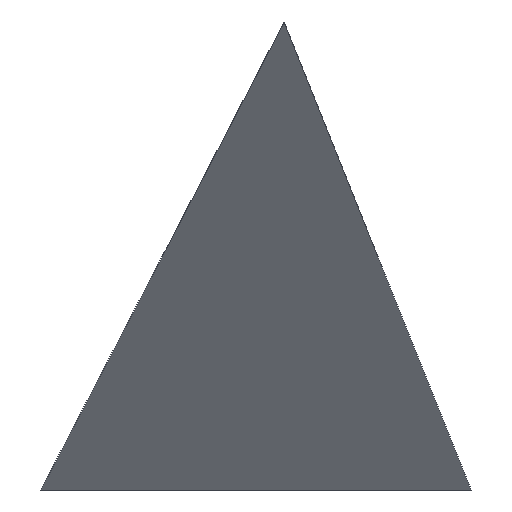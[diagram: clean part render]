
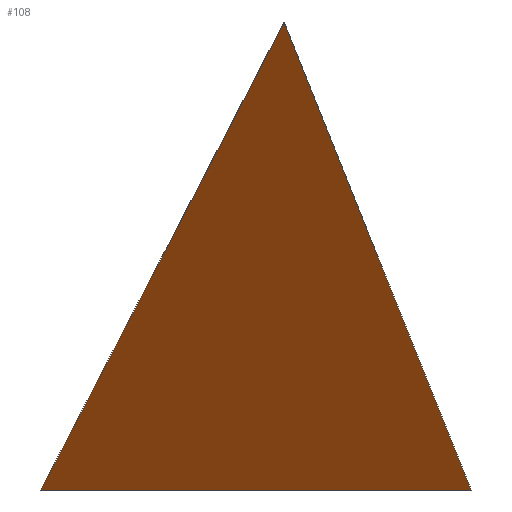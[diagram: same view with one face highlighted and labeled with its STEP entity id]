
A CAD part, left-side view. The second image highlights one B-rep face of the part: STEP entity #108.
In plain terms, the highlighted planar face has unit normal (-0.637, 0.762, 0.116).
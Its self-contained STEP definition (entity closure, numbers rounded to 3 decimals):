
#22 = VERTEX_POINT('',#23);
#23 = CARTESIAN_POINT('',(5.5,4.6,0.));
#32 = PLANE('',#33);
#33 = AXIS2_PLACEMENT_3D('',#34,#35,#36);
#34 = CARTESIAN_POINT('',(5.195,2.16,1.806)
  );
#35 = DIRECTION('',(-0.823,-0.268,-0.501));
#36 = DIRECTION('',(0.52,0.,-0.854)
  );
#44 = PLANE('',#45);
#45 = AXIS2_PLACEMENT_3D('',#46,#47,#48);
#46 = CARTESIAN_POINT('',(3.917,1.453,0.));
#47 = DIRECTION('',(-0.,-0.,-1.));
#48 = DIRECTION('',(-1.,0.,0.));
#57 = VERTEX_POINT('',#58);
#58 = CARTESIAN_POINT('',(3.3,2.,5.));
#72 = PLANE('',#73);
#73 = AXIS2_PLACEMENT_3D('',#74,#75,#76);
#74 = CARTESIAN_POINT('',(3.454,0.647,1.618)
  );
#75 = DIRECTION('',(0.,-0.928,0.371)
  );
#76 = DIRECTION('',(0.,-0.371,-0.928)
  );
#84 = EDGE_CURVE('',#57,#22,#85,.T.);
#85 = SURFACE_CURVE('',#86,(#90,#97),.PCURVE_S1.);
#86 = LINE('',#87,#88);
#87 = CARTESIAN_POINT('',(3.3,2.,5.));
#88 = VECTOR('',#89,1.);
#89 = DIRECTION('',(0.364,0.43,-0.826));
#90 = PCURVE('',#32,#91);
#91 = DEFINITIONAL_REPRESENTATION('',(#92),#96);
#92 = LINE('',#93,#94);
#93 = CARTESIAN_POINT('',(-3.714,0.166));
#94 = VECTOR('',#95,1.);
#95 = DIRECTION('',(0.895,-0.446));
#96 = ( GEOMETRIC_REPRESENTATION_CONTEXT(2) 
PARAMETRIC_REPRESENTATION_CONTEXT() REPRESENTATION_CONTEXT('2D SPACE',''
  ) );
#97 = PCURVE('',#98,#103);
#98 = PLANE('',#99);
#99 = AXIS2_PLACEMENT_3D('',#100,#101,#102);
#100 = CARTESIAN_POINT('',(2.905,2.189,1.582)
  );
#101 = DIRECTION('',(0.637,-0.762,-0.116));
#102 = DIRECTION('',(-0.767,-0.642,0.
    ));
#103 = DEFINITIONAL_REPRESENTATION('',(#104),#107);
#104 = B_SPLINE_CURVE_WITH_KNOTS('',1,(#105,#106),.UNSPECIFIED.,.F.,.F.,
  (2,2),(0.,6.05),.PIECEWISE_BEZIER_KNOTS.);
#105 = CARTESIAN_POINT('',(-0.181,-3.441));
#106 = CARTESIAN_POINT('',(-3.537,1.593));
#107 = ( GEOMETRIC_REPRESENTATION_CONTEXT(2) 
PARAMETRIC_REPRESENTATION_CONTEXT() REPRESENTATION_CONTEXT('2D SPACE',''
  ) );
#108 = ADVANCED_FACE('',(#109),#98,.F.);
#109 = FACE_BOUND('',#110,.F.);
#110 = EDGE_LOOP('',(#111,#112,#135));
#111 = ORIENTED_EDGE('',*,*,#84,.F.);
#112 = ORIENTED_EDGE('',*,*,#113,.T.);
#113 = EDGE_CURVE('',#57,#114,#116,.T.);
#114 = VERTEX_POINT('',#115);
#115 = CARTESIAN_POINT('',(0.,0.,0.));
#116 = SURFACE_CURVE('',#117,(#121,#128),.PCURVE_S1.);
#117 = LINE('',#118,#119);
#118 = CARTESIAN_POINT('',(3.3,2.,5.));
#119 = VECTOR('',#120,1.);
#120 = DIRECTION('',(-0.522,-0.317,-0.792));
#121 = PCURVE('',#98,#122);
#122 = DEFINITIONAL_REPRESENTATION('',(#123),#127);
#123 = LINE('',#124,#125);
#124 = CARTESIAN_POINT('',(-0.181,-3.441));
#125 = VECTOR('',#126,1.);
#126 = DIRECTION('',(0.604,0.797));
#127 = ( GEOMETRIC_REPRESENTATION_CONTEXT(2) 
PARAMETRIC_REPRESENTATION_CONTEXT() REPRESENTATION_CONTEXT('2D SPACE',''
  ) );
#128 = PCURVE('',#72,#129);
#129 = DEFINITIONAL_REPRESENTATION('',(#130),#134);
#130 = LINE('',#131,#132);
#131 = CARTESIAN_POINT('',(-3.642,-0.154));
#132 = VECTOR('',#133,1.);
#133 = DIRECTION('',(0.853,-0.522));
#134 = ( GEOMETRIC_REPRESENTATION_CONTEXT(2) 
PARAMETRIC_REPRESENTATION_CONTEXT() REPRESENTATION_CONTEXT('2D SPACE',''
  ) );
#135 = ORIENTED_EDGE('',*,*,#136,.T.);
#136 = EDGE_CURVE('',#114,#22,#137,.T.);
#137 = SURFACE_CURVE('',#138,(#142,#149),.PCURVE_S1.);
#138 = LINE('',#139,#140);
#139 = CARTESIAN_POINT('',(0.,0.,0.));
#140 = VECTOR('',#141,1.);
#141 = DIRECTION('',(0.767,0.642,0.));
#142 = PCURVE('',#98,#143);
#143 = DEFINITIONAL_REPRESENTATION('',(#144),#148);
#144 = LINE('',#145,#146);
#145 = CARTESIAN_POINT('',(3.633,1.593));
#146 = VECTOR('',#147,1.);
#147 = DIRECTION('',(-1.,0.));
#148 = ( GEOMETRIC_REPRESENTATION_CONTEXT(2) 
PARAMETRIC_REPRESENTATION_CONTEXT() REPRESENTATION_CONTEXT('2D SPACE',''
  ) );
#149 = PCURVE('',#44,#150);
#150 = DEFINITIONAL_REPRESENTATION('',(#151),#155);
#151 = LINE('',#152,#153);
#152 = CARTESIAN_POINT('',(3.917,-1.453));
#153 = VECTOR('',#154,1.);
#154 = DIRECTION('',(-0.767,0.642));
#155 = ( GEOMETRIC_REPRESENTATION_CONTEXT(2) 
PARAMETRIC_REPRESENTATION_CONTEXT() REPRESENTATION_CONTEXT('2D SPACE',''
  ) );
